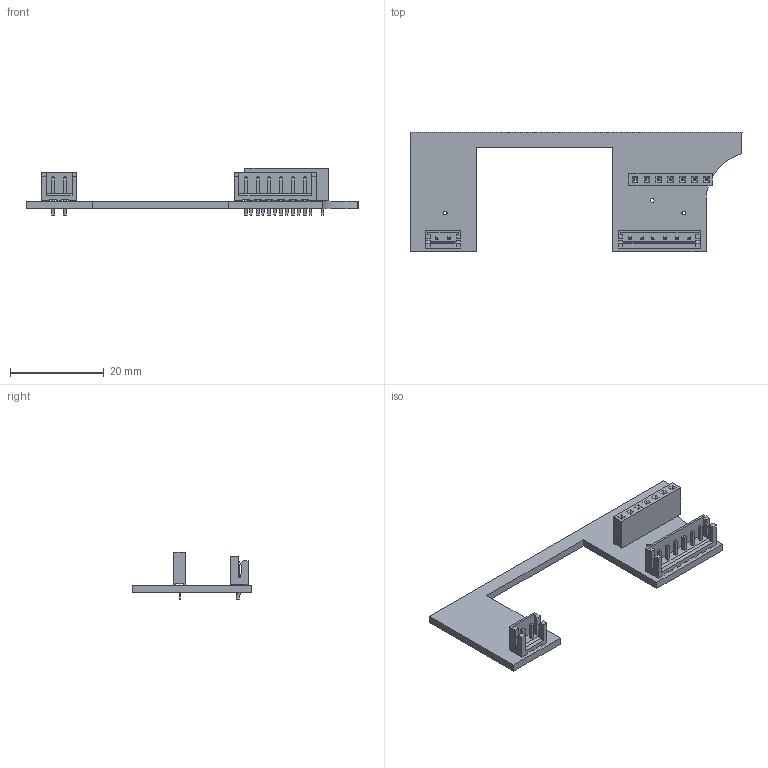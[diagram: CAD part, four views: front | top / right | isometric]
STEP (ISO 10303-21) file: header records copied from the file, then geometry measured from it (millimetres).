
FILE_DESCRIPTION(('CATIA V5 STEP Exchange'),'2;1');
FILE_NAME('Open CASCADE STEP translator 6.9 1.stp','2021-11-15T19:51:10+00:00',('none'),('none'),'CATIA Version 5 Release 14 (IN-10)','CATIA V5 STEP AP203','none');
FILE_SCHEMA(('CONFIG_CONTROL_DESIGN'));
Length unit declared in the file: millimetre
Products named in the file (4): Open CASCADE STEP translator 6.9 1.3; PinSocket_1x07_P2.54mm_Vertical; JST_EH_B2B-EH-A_1x02_P2.50mm_Vertical; JST_EH_B6B-EH-A_1x06_P2.50mm_Vertical
Assembly tree (7 placements, depth 3):
  Open CASCADE STEP translator 6.9 1.3
    PinSocket_1x07_P2.54mm_Vertical
      #62
    JST_EH_B2B-EH-A_1x02_P2.50mm_Vertical
      #6816
    JST_EH_B6B-EH-A_1x06_P2.50mm_Vertical
      #9356
    #14322
Bounding box: 70.71 x 25.41 x 10.2 mm (x, y, z)
Volume: 2129.7 mm3; surface area: 3791.8 mm2
Topology: 4 solids, 4 shells, 527 faces, 1370 edges, 888 vertices
Faces by surface type: plane 490, cylinder 37
Entity records: 17012 total; most frequent: CARTESIAN_POINT 4023, ORIENTED_EDGE 2740, DIRECTION 2380, EDGE_CURVE 1370, VECTOR 1296, LINE 1296, VERTEX_POINT 888, EDGE_LOOP 600
